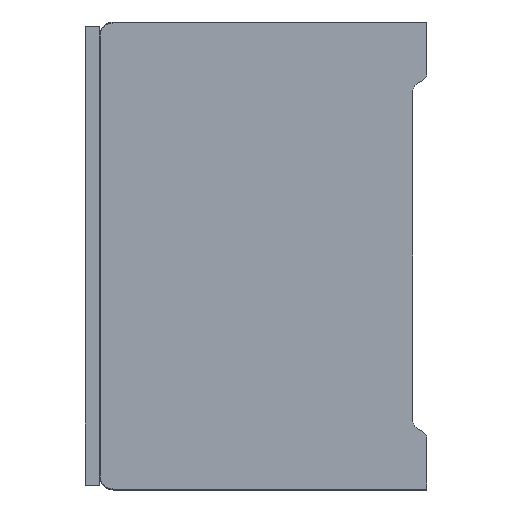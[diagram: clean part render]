
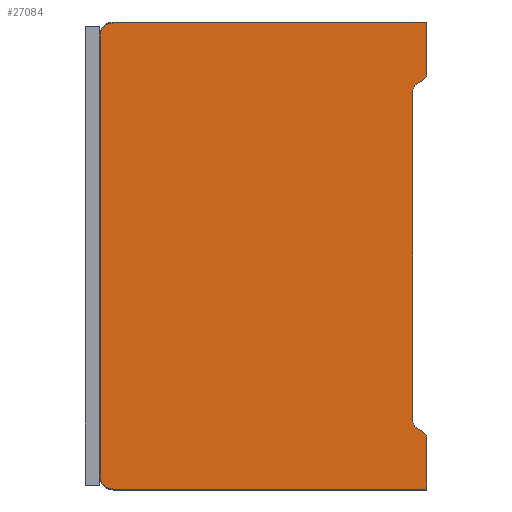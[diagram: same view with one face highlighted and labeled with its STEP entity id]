
A CAD part, left-side view. The second image highlights one B-rep face of the part: STEP entity #27084.
In plain terms, the highlighted planar face has unit normal (-1, 0, 0).
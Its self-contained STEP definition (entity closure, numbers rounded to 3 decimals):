
#4410=CARTESIAN_POINT('',(0.,67.,-97.));
#4411=DIRECTION('',(1.,0.,0.));
#4412=DIRECTION('',(0.,0.,-1.));
#4413=AXIS2_PLACEMENT_3D('',#4410,#4411,#4412);
#4415=CARTESIAN_POINT('',(0.,67.,-3.));
#4416=DIRECTION('',(1.,0.,0.));
#4417=DIRECTION('',(0.,1.,0.));
#4418=AXIS2_PLACEMENT_3D('',#4415,#4416,#4417);
#4420=CARTESIAN_POINT('',(0.,1.732,-11.));
#4421=DIRECTION('',(1.,0.,0.));
#4422=DIRECTION('',(0.,-1.,0.));
#4423=AXIS2_PLACEMENT_3D('',#4420,#4421,#4422);
#4425=DIRECTION('',(0.,0.866,-0.5));
#4426=VECTOR('',#4425,1.309);
#4427=CARTESIAN_POINT('',(0.,0.866,-12.5));
#4428=LINE('',#4427,#4426);
#4429=CARTESIAN_POINT('',(0.,1.,-14.887));
#4430=DIRECTION('',(-1.,0.,0.));
#4431=DIRECTION('',(0.,0.5,0.866));
#4432=AXIS2_PLACEMENT_3D('',#4429,#4430,#4431);
#4434=CARTESIAN_POINT('',(0.,1.,-85.113));
#4435=DIRECTION('',(-1.,0.,0.));
#4436=DIRECTION('',(0.,1.,0.));
#4437=AXIS2_PLACEMENT_3D('',#4434,#4435,#4436);
#4439=DIRECTION('',(0.,-0.866,-0.5));
#4440=VECTOR('',#4439,1.309);
#4441=CARTESIAN_POINT('',(0.,2.,-86.845));
#4442=LINE('',#4441,#4440);
#4443=CARTESIAN_POINT('',(0.,1.732,-89.));
#4444=DIRECTION('',(1.,0.,0.));
#4445=DIRECTION('',(0.,-0.5,0.866));
#4446=AXIS2_PLACEMENT_3D('',#4443,#4444,#4445);
#4452=DIRECTION('',(0.,-1.,0.));
#4453=VECTOR('',#4452,67.);
#4454=CARTESIAN_POINT('',(0.,67.,
-99.8));
#4455=LINE('',#4454,#4453);
#4470=DIRECTION('',(0.,0.,1.));
#4471=VECTOR('',#4470,10.8);
#4472=CARTESIAN_POINT('',(0.,0.,-99.8));
#4473=LINE('',#4472,#4471);
#4526=DIRECTION('',(0.,0.,1.));
#4527=VECTOR('',#4526,70.226);
#4528=CARTESIAN_POINT('',(0.,3.,-85.113));
#4529=LINE('',#4528,#4527);
#4631=DIRECTION('',(0.,0.,1.));
#4632=VECTOR('',#4631,10.8);
#4633=CARTESIAN_POINT('',(0.,0.,-11.));
#4634=LINE('',#4633,#4632);
#4715=DIRECTION('',(0.,0.,-1.));
#4716=VECTOR('',#4715,94.);
#4717=CARTESIAN_POINT('',(0.,69.8,
-3.));
#4718=LINE('',#4717,#4716);
#18107=DIRECTION('',(0.,1.,0.));
#18108=VECTOR('',#18107,67.);
#18109=CARTESIAN_POINT('',(0.,0.,-0.2));
#18110=LINE('',#18109,#18108);
#18955=CARTESIAN_POINT('',(0.,67.,
-99.8));
#18956=CARTESIAN_POINT('',(0.,69.8,
-97.));
#18957=VERTEX_POINT('',#18955);
#18958=VERTEX_POINT('',#18956);
#18959=CARTESIAN_POINT('',(0.,0.,-99.8));
#18960=VERTEX_POINT('',#18959);
#18961=CARTESIAN_POINT('',(0.,69.8,
-3.));
#18962=VERTEX_POINT('',#18961);
#18963=CARTESIAN_POINT('',(0.,67.,
-0.2));
#18964=VERTEX_POINT('',#18963);
#18965=CARTESIAN_POINT('',(0.,0.,-0.2));
#18966=VERTEX_POINT('',#18965);
#18967=CARTESIAN_POINT('',(0.,0.,-11.));
#18968=VERTEX_POINT('',#18967);
#18969=CARTESIAN_POINT('',(0.,0.866,-12.5));
#18970=VERTEX_POINT('',#18969);
#18971=CARTESIAN_POINT('',(0.,2.,-13.155));
#18972=VERTEX_POINT('',#18971);
#18973=CARTESIAN_POINT('',(0.,3.,-14.887));
#18974=VERTEX_POINT('',#18973);
#18975=CARTESIAN_POINT('',(0.,3.,-85.113));
#18976=VERTEX_POINT('',#18975);
#18977=CARTESIAN_POINT('',(0.,2.,
-86.845));
#18978=VERTEX_POINT('',#18977);
#18979=CARTESIAN_POINT('',(0.,0.866,-87.5));
#18980=VERTEX_POINT('',#18979);
#18981=CARTESIAN_POINT('',(0.,0.,-89.));
#18982=VERTEX_POINT('',#18981);
#27050=CARTESIAN_POINT('',(0.,34.9,-50.));
#27051=DIRECTION('',(1.,0.,0.));
#27052=DIRECTION('',(0.,0.,1.));
#27053=AXIS2_PLACEMENT_3D('',#27050,#27051,#27052);
#27054=PLANE('',#27053);
#27056=ORIENTED_EDGE('',*,*,#27055,.F.);
#27058=ORIENTED_EDGE('',*,*,#27057,.T.);
#27060=ORIENTED_EDGE('',*,*,#27059,.F.);
#27061=ORIENTED_EDGE('',*,*,#27040,.T.);
#27063=ORIENTED_EDGE('',*,*,#27062,.F.);
#27065=ORIENTED_EDGE('',*,*,#27064,.F.);
#27067=ORIENTED_EDGE('',*,*,#27066,.T.);
#27069=ORIENTED_EDGE('',*,*,#27068,.T.);
#27071=ORIENTED_EDGE('',*,*,#27070,.T.);
#27073=ORIENTED_EDGE('',*,*,#27072,.F.);
#27075=ORIENTED_EDGE('',*,*,#27074,.T.);
#27077=ORIENTED_EDGE('',*,*,#27076,.T.);
#27079=ORIENTED_EDGE('',*,*,#27078,.T.);
#27081=ORIENTED_EDGE('',*,*,#27080,.F.);
#27082=EDGE_LOOP('',(#27056,#27058,#27060,#27061,#27063,#27065,#27067,#27069,
#27071,#27073,#27075,#27077,#27079,#27081));
#27083=FACE_OUTER_BOUND('',#27082,.F.);
#4414=CIRCLE('',#4413,2.8);
#4419=CIRCLE('',#4418,2.8);
#4424=CIRCLE('',#4423,1.732);
#4433=CIRCLE('',#4432,2.);
#4438=CIRCLE('',#4437,2.);
#4447=CIRCLE('',#4446,1.732);
#27040=EDGE_CURVE('',#18962,#18964,#4419,.T.);
#27055=EDGE_CURVE('',#18957,#18960,#4455,.T.);
#27057=EDGE_CURVE('',#18957,#18958,#4414,.T.);
#27059=EDGE_CURVE('',#18962,#18958,#4718,.T.);
#27062=EDGE_CURVE('',#18966,#18964,#18110,.T.);
#27064=EDGE_CURVE('',#18968,#18966,#4634,.T.);
#27066=EDGE_CURVE('',#18968,#18970,#4424,.T.);
#27068=EDGE_CURVE('',#18970,#18972,#4428,.T.);
#27070=EDGE_CURVE('',#18972,#18974,#4433,.T.);
#27072=EDGE_CURVE('',#18976,#18974,#4529,.T.);
#27074=EDGE_CURVE('',#18976,#18978,#4438,.T.);
#27076=EDGE_CURVE('',#18978,#18980,#4442,.T.);
#27078=EDGE_CURVE('',#18980,#18982,#4447,.T.);
#27080=EDGE_CURVE('',#18960,#18982,#4473,.T.);
#27084=ADVANCED_FACE('',(#27083),#27054,.F.);
